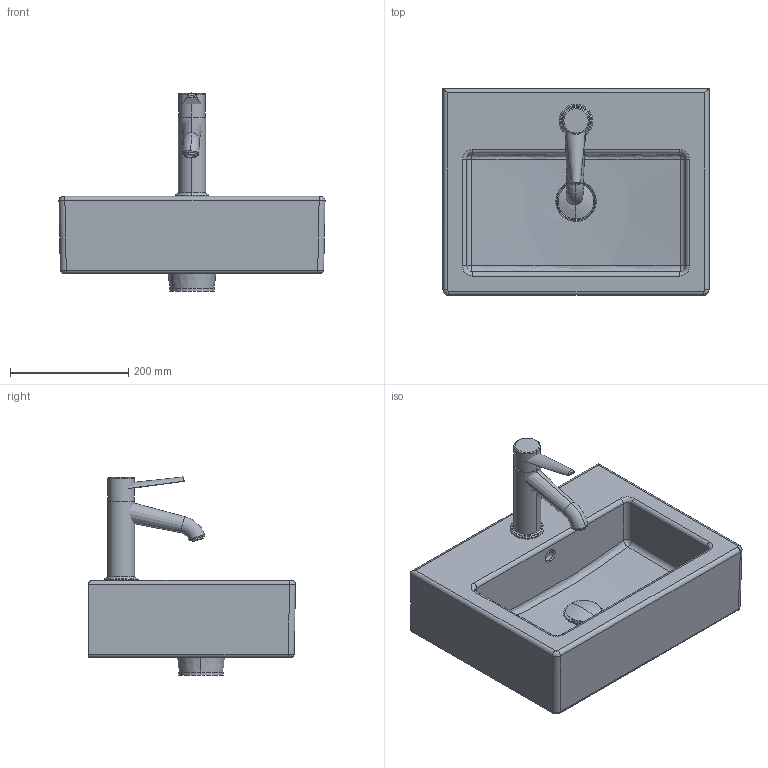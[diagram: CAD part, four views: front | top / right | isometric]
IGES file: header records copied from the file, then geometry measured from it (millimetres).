
Global section: file name: No Iges File Name specified; native system: AutoDesk Inventor R11.0; preprocessor: AutoDesk Inventor Iges Exporter R11.0; author: No Author specified; organization: No Organization specified; date: 20071005.145127; units: millimetre
Bounding box: 449.73 x 349.86 x 334.77 mm (x, y, z)
Volume: 8641218.4 mm3; surface area: 903619 mm2
Topology: 8 solids, 8 shells, 180 faces, 411 edges, 250 vertices
Faces by surface type: plane 47, cylinder 42, revolution 34, bspline 29, torus 22, cone 6
